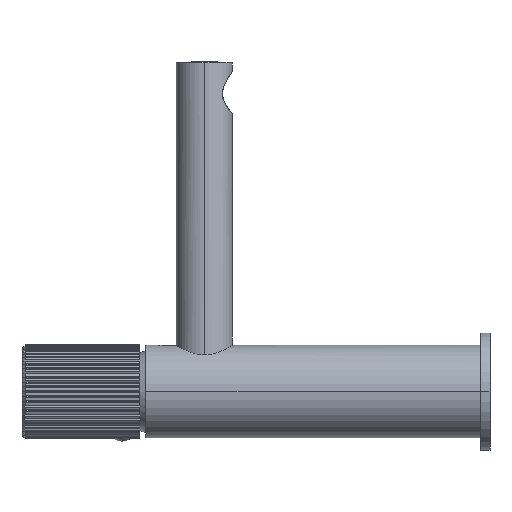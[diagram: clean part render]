
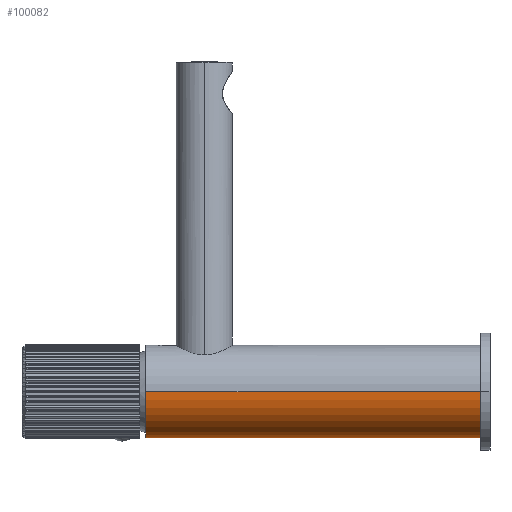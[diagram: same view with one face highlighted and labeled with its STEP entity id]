
A CAD part, left-side view. The second image highlights one B-rep face of the part: STEP entity #100082.
In plain terms, the highlighted cylindrical face has radius 19.75 mm (diameter 39.5 mm), a partial arc.
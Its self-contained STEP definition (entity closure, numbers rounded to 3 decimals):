
#33173=CARTESIAN_POINT('',(0.,0.,0.));
#33174=DIRECTION('',(0.,-1.,0.));
#33175=DIRECTION('',(-1.,0.,0.));
#33176=AXIS2_PLACEMENT_3D('',#33173,#33174,#33175);
#33178=DIRECTION('',(0.,1.,0.));
#33179=VECTOR('',#33178,143.);
#33180=CARTESIAN_POINT('',(19.75,0.,0.));
#33181=LINE('',#33180,#33179);
#33182=DIRECTION('',(0.,1.,0.));
#33183=VECTOR('',#33182,143.);
#33184=CARTESIAN_POINT('',(-19.75,0.,0.));
#33185=LINE('',#33184,#33183);
#36709=CARTESIAN_POINT('',(0.,143.,0.));
#36710=DIRECTION('',(0.,1.,0.));
#36711=DIRECTION('',(1.,0.,0.));
#36712=AXIS2_PLACEMENT_3D('',#36709,#36710,#36711);
#57168=CARTESIAN_POINT('',(19.75,143.,0.));
#57169=CARTESIAN_POINT('',(-19.75,143.,0.));
#57170=VERTEX_POINT('',#57168);
#57171=VERTEX_POINT('',#57169);
#59443=CARTESIAN_POINT('',(19.75,0.,0.));
#59444=CARTESIAN_POINT('',(-19.75,0.,0.));
#59445=VERTEX_POINT('',#59443);
#59446=VERTEX_POINT('',#59444);
#100069=CARTESIAN_POINT('',(0.,150.15,0.));
#100070=DIRECTION('',(0.,-1.,0.));
#100071=DIRECTION('',(-1.,0.,0.));
#100072=AXIS2_PLACEMENT_3D('',#100069,#100070,#100071);
#100073=CYLINDRICAL_SURFACE('',#100072,19.75);
#100075=ORIENTED_EDGE('',*,*,#100074,.T.);
#100076=ORIENTED_EDGE('',*,*,#100051,.T.);
#100078=ORIENTED_EDGE('',*,*,#100077,.T.);
#100079=ORIENTED_EDGE('',*,*,#100047,.F.);
#100080=EDGE_LOOP('',(#100075,#100076,#100078,#100079));
#100081=FACE_OUTER_BOUND('',#100080,.F.);
#100082=ADVANCED_FACE('',(#100081),#100073,.T.);
#33177=CIRCLE('',#33176,19.75);
#36713=CIRCLE('',#36712,19.75);
#100047=EDGE_CURVE('',#59446,#57171,#33185,.T.);
#100051=EDGE_CURVE('',#59445,#57170,#33181,.T.);
#100074=EDGE_CURVE('',#59446,#59445,#33177,.T.);
#100077=EDGE_CURVE('',#57170,#57171,#36713,.T.);
